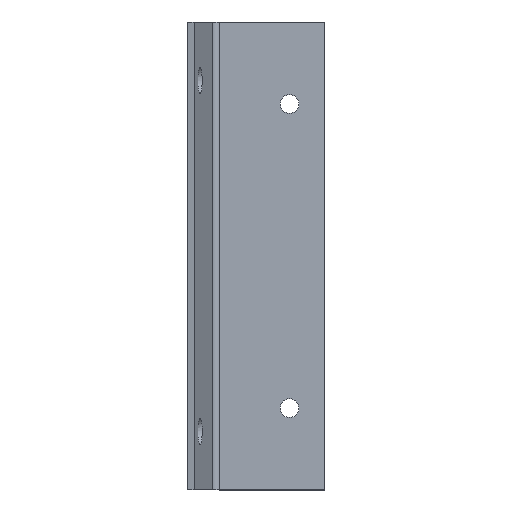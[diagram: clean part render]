
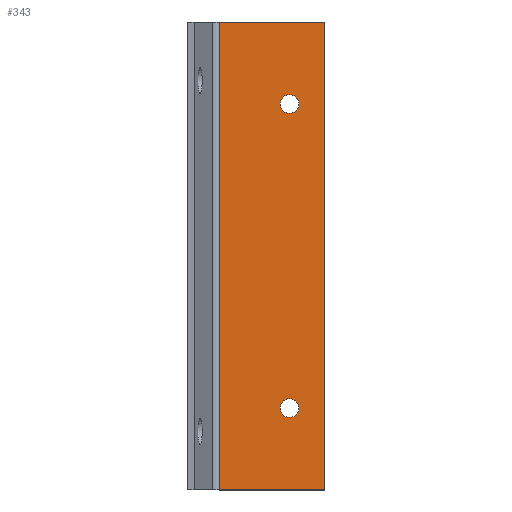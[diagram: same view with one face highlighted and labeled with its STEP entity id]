
A CAD part, top view. The second image highlights one B-rep face of the part: STEP entity #343.
In plain terms, the highlighted planar face has unit normal (0, 0, 1).
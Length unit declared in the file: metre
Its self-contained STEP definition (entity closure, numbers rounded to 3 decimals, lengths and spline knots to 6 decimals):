
#38=CIRCLE('',#387,0.004);
#39=CIRCLE('',#388,0.004);
#96=ORIENTED_EDGE('',*,*,#157,.F.);
#97=ORIENTED_EDGE('',*,*,#158,.F.);
#98=ORIENTED_EDGE('',*,*,#151,.T.);
#99=ORIENTED_EDGE('',*,*,#148,.F.);
#100=ORIENTED_EDGE('',*,*,#145,.F.);
#101=ORIENTED_EDGE('',*,*,#159,.T.);
#145=EDGE_CURVE('',#180,#182,#207,.F.);
#148=EDGE_CURVE('',#182,#184,#210,.F.);
#151=EDGE_CURVE('',#186,#184,#213,.F.);
#157=EDGE_CURVE('',#190,#190,#38,.F.);
#158=EDGE_CURVE('',#191,#191,#39,.F.);
#159=EDGE_CURVE('',#180,#186,#217,.F.);
#180=VERTEX_POINT('',#549);
#182=VERTEX_POINT('',#552);
#184=VERTEX_POINT('',#558);
#186=VERTEX_POINT('',#564);
#190=VERTEX_POINT('',#576);
#191=VERTEX_POINT('',#578);
#207=LINE('',#551,#231);
#210=LINE('',#557,#234);
#213=LINE('',#563,#237);
#217=LINE('',#579,#241);
#231=VECTOR('',#450,1.);
#234=VECTOR('',#455,1.);
#237=VECTOR('',#460,1.);
#241=VECTOR('',#476,1.);
#265=EDGE_LOOP('',(#96));
#266=EDGE_LOOP('',(#97));
#267=EDGE_LOOP('',(#98,#99,#100,#101));
#303=FACE_BOUND('',#265,.T.);
#304=FACE_BOUND('',#266,.T.);
#305=FACE_BOUND('',#267,.T.);
#327=PLANE('',#386);
#343=ADVANCED_FACE('',(#303,#304,#305),#327,.F.);
#386=AXIS2_PLACEMENT_3D('',#574,#470,#471);
#387=AXIS2_PLACEMENT_3D('',#575,#472,#473);
#388=AXIS2_PLACEMENT_3D('',#577,#474,#475);
#450=DIRECTION('',(-1.,0.,0.));
#455=DIRECTION('',(0.,1.,0.));
#460=DIRECTION('',(-1.,0.,0.));
#470=DIRECTION('',(0.,0.,-1.));
#471=DIRECTION('',(-1.,0.,0.));
#472=DIRECTION('',(0.,0.,-1.));
#473=DIRECTION('',(-1.,0.,0.));
#474=DIRECTION('',(0.,0.,-1.));
#475=DIRECTION('',(-1.,0.,0.));
#476=DIRECTION('',(0.,1.,0.));
#549=CARTESIAN_POINT('',(0.005035,0.,0.003));
#551=CARTESIAN_POINT('',(0.068628,0.,0.003));
#552=CARTESIAN_POINT('',(0.05,0.,0.003));
#557=CARTESIAN_POINT('',(0.05,0.,0.003));
#558=CARTESIAN_POINT('',(0.05,-0.2,0.003));
#563=CARTESIAN_POINT('',(0.068628,-0.2,0.003));
#564=CARTESIAN_POINT('',(0.005035,-0.2,0.003));
#574=CARTESIAN_POINT('',(0.068628,0.,0.003));
#575=CARTESIAN_POINT('',(0.035,-0.035,0.003));
#576=CARTESIAN_POINT('',(0.031,-0.035,0.003));
#577=CARTESIAN_POINT('',(0.035,-0.165,0.003));
#578=CARTESIAN_POINT('',(0.031,-0.165,0.003));
#579=CARTESIAN_POINT('',(0.005035,0.,0.003));
